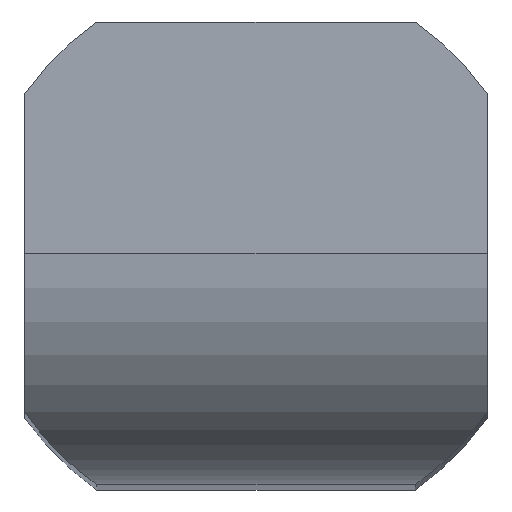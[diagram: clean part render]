
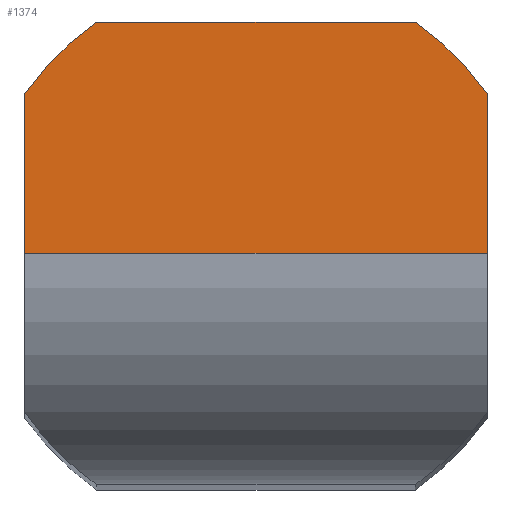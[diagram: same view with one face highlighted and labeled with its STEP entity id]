
A CAD part, top view. The second image highlights one B-rep face of the part: STEP entity #1374.
In plain terms, the highlighted planar face has unit normal (0, 0, 1).
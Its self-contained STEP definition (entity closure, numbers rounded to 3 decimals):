
#308=CARTESIAN_POINT('Vertex',(7.,0.,102.5)) ;
#404=CARTESIAN_POINT('Vertex',(7.,4.822,102.5)) ;
#407=CARTESIAN_POINT('Line Origine',(7.,2.411,102.5)) ;
#780=CARTESIAN_POINT('Vertex',(4.822,7.,102.5)) ;
#783=CARTESIAN_POINT('Axis2P3D Location',(0.,0.,102.5)) ;
#834=CARTESIAN_POINT('Vertex',(-7.,0.,102.5)) ;
#837=CARTESIAN_POINT('Line Origine',(-7.,2.411,102.5)) ;
#841=CARTESIAN_POINT('Vertex',(-7.,4.822,102.5)) ;
#1219=CARTESIAN_POINT('Vertex',(0.,7.,102.5)) ;
#1222=CARTESIAN_POINT('Line Origine',(2.411,7.,102.5)) ;
#1309=CARTESIAN_POINT('Vertex',(-4.822,7.,102.5)) ;
#1312=CARTESIAN_POINT('Axis2P3D Location',(0.,0.,102.5)) ;
#1324=CARTESIAN_POINT('Line Origine',(-2.411,7.,102.5)) ;
#1355=CARTESIAN_POINT('Axis2P3D Location',(0.,0.,102.5)) ;
#1360=CARTESIAN_POINT('Line Origine',(0.,0.,102.5)) ;
#408=DIRECTION('Vector Direction',(0.,-1.,0.)) ;
#784=DIRECTION('Axis2P3D Direction',(0.,0.,1.)) ;
#838=DIRECTION('Vector Direction',(0.,-1.,0.)) ;
#1223=DIRECTION('Vector Direction',(1.,0.,0.)) ;
#1313=DIRECTION('Axis2P3D Direction',(0.,0.,1.)) ;
#1325=DIRECTION('Vector Direction',(-1.,0.,0.)) ;
#1356=DIRECTION('Axis2P3D Direction',(0.,0.,1.)) ;
#1357=DIRECTION('Axis2P3D XDirection',(1.,0.,0.)) ;
#1361=DIRECTION('Vector Direction',(-1.,0.,0.)) ;
#785=AXIS2_PLACEMENT_3D('Circle Axis2P3D',#783,#784,$) ;
#1314=AXIS2_PLACEMENT_3D('Circle Axis2P3D',#1312,#1313,$) ;
#1358=AXIS2_PLACEMENT_3D('Plane Axis2P3D',#1355,#1356,#1357) ;
#1366=ORIENTED_EDGE('',*,*,#411,.T.) ;
#1367=ORIENTED_EDGE('',*,*,#787,.T.) ;
#1368=ORIENTED_EDGE('',*,*,#1226,.T.) ;
#1369=ORIENTED_EDGE('',*,*,#1328,.T.) ;
#1370=ORIENTED_EDGE('',*,*,#1316,.T.) ;
#1371=ORIENTED_EDGE('',*,*,#843,.T.) ;
#1372=ORIENTED_EDGE('',*,*,#1364,.T.) ;
#409=VECTOR('Line Direction',#408,1.) ;
#839=VECTOR('Line Direction',#838,1.) ;
#1224=VECTOR('Line Direction',#1223,1.) ;
#1326=VECTOR('Line Direction',#1325,1.) ;
#1362=VECTOR('Line Direction',#1361,1.) ;
#1374=ADVANCED_FACE('Corps principal',(#1373),#1359,.T.) ;
#786=CIRCLE('generated circle',#785,8.5) ;
#1315=CIRCLE('generated circle',#1314,8.5) ;
#411=EDGE_CURVE('',#309,#405,#410,.F.) ;
#787=EDGE_CURVE('',#405,#781,#786,.T.) ;
#843=EDGE_CURVE('',#842,#835,#840,.T.) ;
#1226=EDGE_CURVE('',#781,#1220,#1225,.F.) ;
#1316=EDGE_CURVE('',#1310,#842,#1315,.T.) ;
#1328=EDGE_CURVE('',#1220,#1310,#1327,.T.) ;
#1364=EDGE_CURVE('',#835,#309,#1363,.F.) ;
#1365=EDGE_LOOP('',(#1366,#1367,#1368,#1369,#1370,#1371,#1372)) ;
#1373=FACE_OUTER_BOUND('',#1365,.T.) ;
#410=LINE('Line',#407,#409) ;
#840=LINE('Line',#837,#839) ;
#1225=LINE('Line',#1222,#1224) ;
#1327=LINE('Line',#1324,#1326) ;
#1363=LINE('Line',#1360,#1362) ;
#1359=PLANE('',#1358) ;
#309=VERTEX_POINT('',#308) ;
#405=VERTEX_POINT('',#404) ;
#781=VERTEX_POINT('',#780) ;
#835=VERTEX_POINT('',#834) ;
#842=VERTEX_POINT('',#841) ;
#1220=VERTEX_POINT('',#1219) ;
#1310=VERTEX_POINT('',#1309) ;
